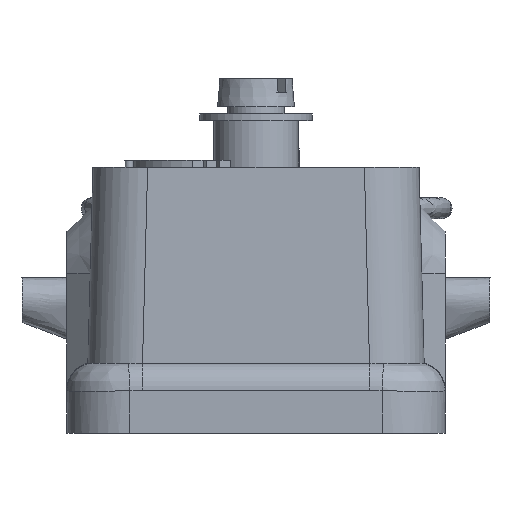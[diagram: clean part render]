
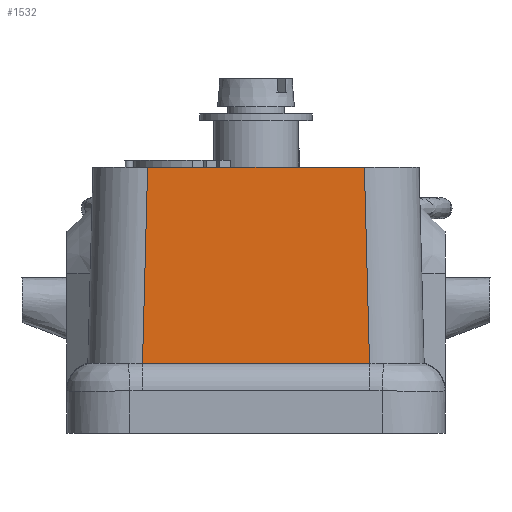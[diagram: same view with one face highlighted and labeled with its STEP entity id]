
A CAD part, left-side view. The second image highlights one B-rep face of the part: STEP entity #1532.
In plain terms, the highlighted planar face has unit normal (-1, 0, 0.026).
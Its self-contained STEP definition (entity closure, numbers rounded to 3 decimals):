
#1142=LINE('',#4571,#1316);
#1188=LINE('',#4802,#1362);
#1189=LINE('',#4804,#1363);
#1190=LINE('',#4806,#1364);
#1316=VECTOR('',#3884,1.);
#1362=VECTOR('',#3992,1.);
#1363=VECTOR('',#3993,1.);
#1364=VECTOR('',#3994,1.);
#1532=ADVANCED_FACE('',(#1748),#1682,.T.);
#1682=PLANE('',#3648);
#1748=FACE_OUTER_BOUND('',#1880,.T.);
#1880=EDGE_LOOP('',(#2212,#2213,#2214,#2215));
#2212=ORIENTED_EDGE('',*,*,#3121,.T.);
#2213=ORIENTED_EDGE('',*,*,#3045,.T.);
#2214=ORIENTED_EDGE('',*,*,#3122,.T.);
#2215=ORIENTED_EDGE('',*,*,#3123,.F.);
#2813=VERTEX_POINT('',#4570);
#2814=VERTEX_POINT('',#4572);
#2874=VERTEX_POINT('',#4803);
#2875=VERTEX_POINT('',#4805);
#3045=EDGE_CURVE('',#2814,#2813,#1142,.T.);
#3121=EDGE_CURVE('',#2874,#2814,#1188,.T.);
#3122=EDGE_CURVE('',#2813,#2875,#1189,.T.);
#3123=EDGE_CURVE('',#2874,#2875,#1190,.T.);
#3648=AXIS2_PLACEMENT_3D('',#4807,#3995,#3996);
#3884=DIRECTION('',(0.,1.,0.));
#3992=DIRECTION('',(0.026,0.026,0.999));
#3993=DIRECTION('',(-0.026,0.026,-0.999));
#3994=DIRECTION('',(0.,1.,0.));
#3995=DIRECTION('',(-1.,0.,0.026));
#3996=DIRECTION('',(0.026,0.,1.));
#4570=CARTESIAN_POINT('',(-11.633,7.735,18.));
#4571=CARTESIAN_POINT('',(-11.633,0.,18.));
#4572=CARTESIAN_POINT('',(-11.633,-7.735,18.));
#4802=CARTESIAN_POINT('',(-11.986,-8.088,4.526));
#4803=CARTESIAN_POINT('',(-12.,-8.101,4.));
#4804=CARTESIAN_POINT('',(-12.003,8.104,3.898));
#4805=CARTESIAN_POINT('',(-12.,8.101,4.));
#4806=CARTESIAN_POINT('',(-12.,12.,4.));
#4807=CARTESIAN_POINT('',(-12.,12.,4.));
